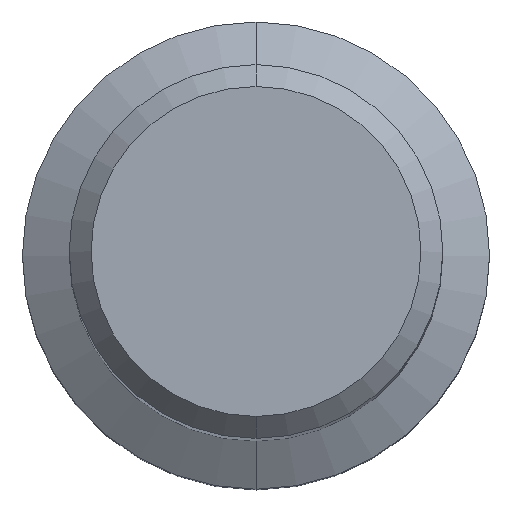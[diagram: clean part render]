
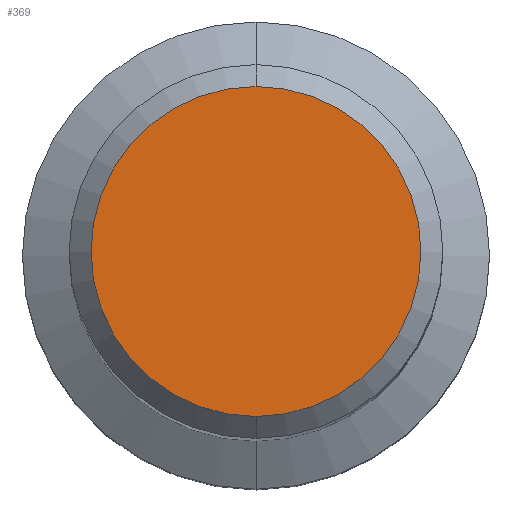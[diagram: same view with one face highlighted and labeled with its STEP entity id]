
A CAD part, top view. The second image highlights one B-rep face of the part: STEP entity #369.
In plain terms, the highlighted planar face has unit normal (0, 0, 1).
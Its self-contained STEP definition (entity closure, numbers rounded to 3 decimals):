
#223=EDGE_CURVE('',#477,#429,#610,.T.);
#369=ADVANCED_FACE('',(#770),#771,.T.);
#429=VERTEX_POINT('',#838);
#477=VERTEX_POINT('',#894);
#509=EDGE_CURVE('',#429,#477,#932,.T.);
#610=CIRCLE('',#1057,8.969);
#770=FACE_OUTER_BOUND('',#1337,.T.);
#771=PLANE('',#1338);
#838=CARTESIAN_POINT('',(0.,-8.969,0.0));
#894=CARTESIAN_POINT('',(0.0,8.969,0.0));
#932=CIRCLE('',#1662,8.969);
#1057=AXIS2_PLACEMENT_3D('',#1860,#1861,#1862);
#1337=EDGE_LOOP('',(#2047,#2048));
#1338=AXIS2_PLACEMENT_3D('',#2049,#2050,#2051);
#1662=AXIS2_PLACEMENT_3D('',#2258,#2259,#2260);
#1860=CARTESIAN_POINT('',(0.0,0.0,0.0));
#1861=DIRECTION('',(0.0,0.0,-1.0));
#1862=DIRECTION('',(0.0,1.0,0.0));
#2047=ORIENTED_EDGE('',*,*,#223,.F.);
#2048=ORIENTED_EDGE('',*,*,#509,.F.);
#2049=CARTESIAN_POINT('',(0.0,4.485,0.0));
#2050=DIRECTION('',(-0.0,0.0,1.0));
#2051=DIRECTION('',(0.0,-1.0,0.0));
#2258=CARTESIAN_POINT('',(0.0,0.0,0.0));
#2259=DIRECTION('',(0.0,0.0,-1.0));
#2260=DIRECTION('',(0.0,1.0,0.0));
